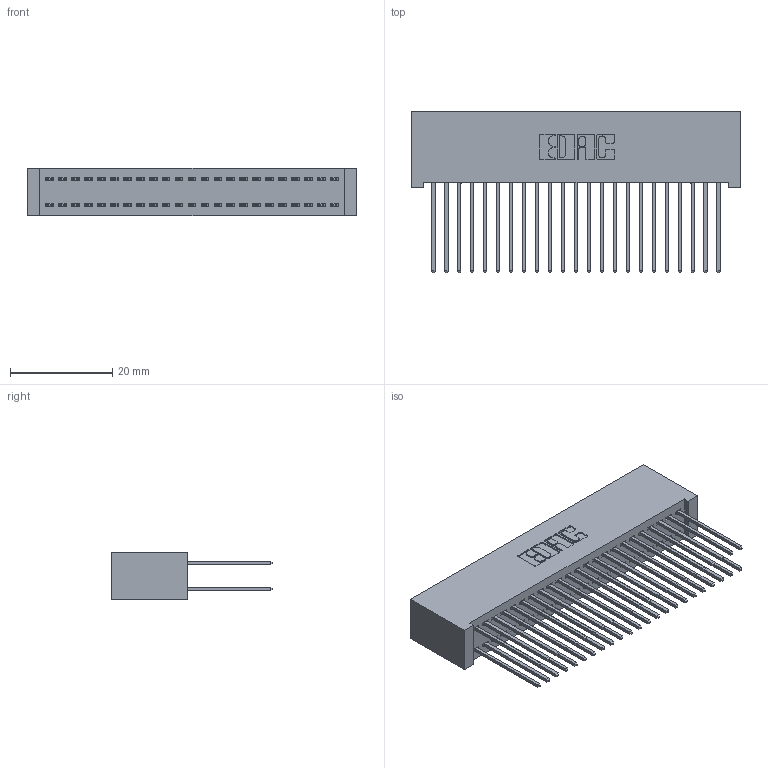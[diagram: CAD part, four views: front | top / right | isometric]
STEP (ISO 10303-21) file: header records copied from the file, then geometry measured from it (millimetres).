
FILE_DESCRIPTION (( 'STEP AP203' ), '1' );
FILE_NAME ('392-046-542-201.STEP', '2019-10-07T23:47:54', ( '' ), ( '' ), 'SwSTEP 2.0', 'SolidWorks 2016', '' );
FILE_SCHEMA (( 'CONFIG_CONTROL_DESIGN' ));
Length unit declared in the file: inch
Products named in the file (3): 342 Part_Lugless; 345-292-001_345-293-142; 392-046-542-201
Assembly tree (47 placements, depth 2):
  392-046-542-201
    342 Part_Lugless
    345-292-001_345-293-142  x46
Bounding box: 64.67 x 31.63 x 9.4 mm (x, y, z)
Volume: 6374.5 mm3; surface area: 11316.4 mm2
Topology: 47 solids, 47 shells, 2494 faces, 7405 edges, 4874 vertices
Faces by surface type: plane 1718, cylinder 776
Entity records: 16863 total; most frequent: CARTESIAN_POINT 2814, ORIENTED_EDGE 2750, DIRECTION 2431, EDGE_CURVE 1375, VECTOR 1255, LINE 1255, VERTEX_POINT 914, AXIS2_PLACEMENT_3D 588
